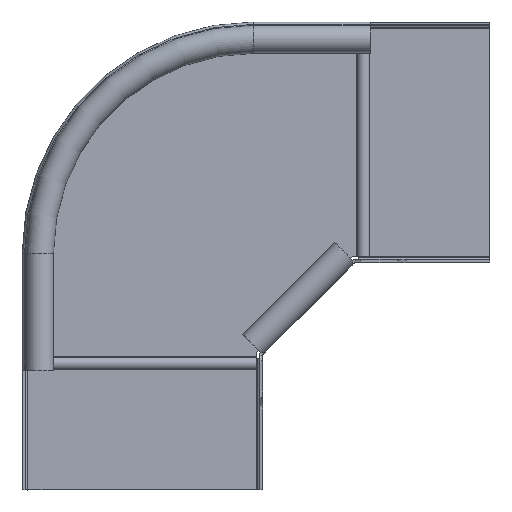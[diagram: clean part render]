
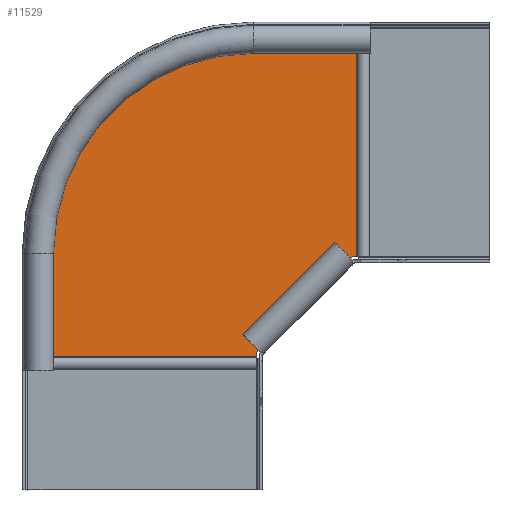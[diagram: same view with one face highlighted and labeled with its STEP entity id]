
A CAD part, top view. The second image highlights one B-rep face of the part: STEP entity #11529.
In plain terms, the highlighted planar face has unit normal (0, 0, 1).
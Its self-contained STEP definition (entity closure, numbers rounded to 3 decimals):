
#10891=DIRECTION('',(0.,-1.,0.));
#10892=VECTOR('',#10891,1.972);
#10893=CARTESIAN_POINT('',(-100.35,59.3,0.));
#10894=LINE('',#10893,#10892);
#10998=DIRECTION('',(-1.,0.,0.));
#10999=VECTOR('',#10998,1.972);
#11000=CARTESIAN_POINT('',(-57.328,100.35,0.));
#11001=LINE('',#11000,#10999);
#11025=DIRECTION('',(0.,-1.,0.));
#11026=VECTOR('',#11025,98.5);
#11027=CARTESIAN_POINT('',(-57.328,198.85,0.));
#11028=LINE('',#11027,#11026);
#11033=DIRECTION('',(0.707,0.707,0.));
#11034=VECTOR('',#11033,58.053);
#11035=CARTESIAN_POINT('',(-100.35,59.3,0.));
#11036=LINE('',#11035,#11034);
#11037=CARTESIAN_POINT('',(-101.85,101.85,0.));
#11038=DIRECTION('',(0.,0.,1.));
#11039=DIRECTION('',(0.,1.,0.));
#11040=AXIS2_PLACEMENT_3D('',#11037,#11038,#11039);
#11046=DIRECTION('',(-1.,0.,0.));
#11047=VECTOR('',#11046,98.5);
#11048=CARTESIAN_POINT('',(-100.35,57.328,0.));
#11049=LINE('',#11048,#11047);
#11077=DIRECTION('',(0.,1.,0.));
#11078=VECTOR('',#11077,44.522);
#11079=CARTESIAN_POINT('',(-198.85,57.328,0.));
#11080=LINE('',#11079,#11078);
#11148=DIRECTION('',(1.,0.,0.));
#11149=VECTOR('',#11148,44.522);
#11150=CARTESIAN_POINT('',(-101.85,198.85,0.));
#11151=LINE('',#11150,#11149);
#11192=CARTESIAN_POINT('',(-57.328,198.85,0.));
#11194=VERTEX_POINT('',#11192);
#11204=CARTESIAN_POINT('',(-101.85,198.85,0.));
#11205=CARTESIAN_POINT('',(-198.85,101.85,0.));
#11206=VERTEX_POINT('',#11204);
#11207=VERTEX_POINT('',#11205);
#11208=CARTESIAN_POINT('',(-59.3,100.35,0.));
#11210=VERTEX_POINT('',#11208);
#11226=CARTESIAN_POINT('',(-198.85,57.328,0.));
#11227=VERTEX_POINT('',#11226);
#11238=CARTESIAN_POINT('',(-100.35,57.328,0.));
#11239=VERTEX_POINT('',#11238);
#11248=CARTESIAN_POINT('',(-57.328,100.35,0.));
#11249=VERTEX_POINT('',#11248);
#11250=CARTESIAN_POINT('',(-100.35,59.3,0.));
#11252=VERTEX_POINT('',#11250);
#11509=CARTESIAN_POINT('',(-101.85,101.85,0.));
#11510=DIRECTION('',(0.,0.,-1.));
#11511=DIRECTION('',(-1.,0.,0.));
#11512=AXIS2_PLACEMENT_3D('',#11509,#11510,#11511);
#11513=PLANE('',#11512);
#11515=ORIENTED_EDGE('',*,*,#11514,.F.);
#11516=ORIENTED_EDGE('',*,*,#11295,.T.);
#11518=ORIENTED_EDGE('',*,*,#11517,.T.);
#11520=ORIENTED_EDGE('',*,*,#11519,.T.);
#11522=ORIENTED_EDGE('',*,*,#11521,.F.);
#11524=ORIENTED_EDGE('',*,*,#11523,.T.);
#11525=ORIENTED_EDGE('',*,*,#11501,.T.);
#11526=ORIENTED_EDGE('',*,*,#11441,.T.);
#11527=EDGE_LOOP('',(#11515,#11516,#11518,#11520,#11522,#11524,#11525,#11526));
#11528=FACE_OUTER_BOUND('',#11527,.F.);
#11529=ADVANCED_FACE('',(#11528),#11513,.F.);
#11041=CIRCLE('',#11040,97.);
#11295=EDGE_CURVE('',#11252,#11239,#10894,.T.);
#11441=EDGE_CURVE('',#11249,#11210,#11001,.T.);
#11501=EDGE_CURVE('',#11194,#11249,#11028,.T.);
#11514=EDGE_CURVE('',#11252,#11210,#11036,.T.);
#11517=EDGE_CURVE('',#11239,#11227,#11049,.T.);
#11519=EDGE_CURVE('',#11227,#11207,#11080,.T.);
#11521=EDGE_CURVE('',#11206,#11207,#11041,.T.);
#11523=EDGE_CURVE('',#11206,#11194,#11151,.T.);
